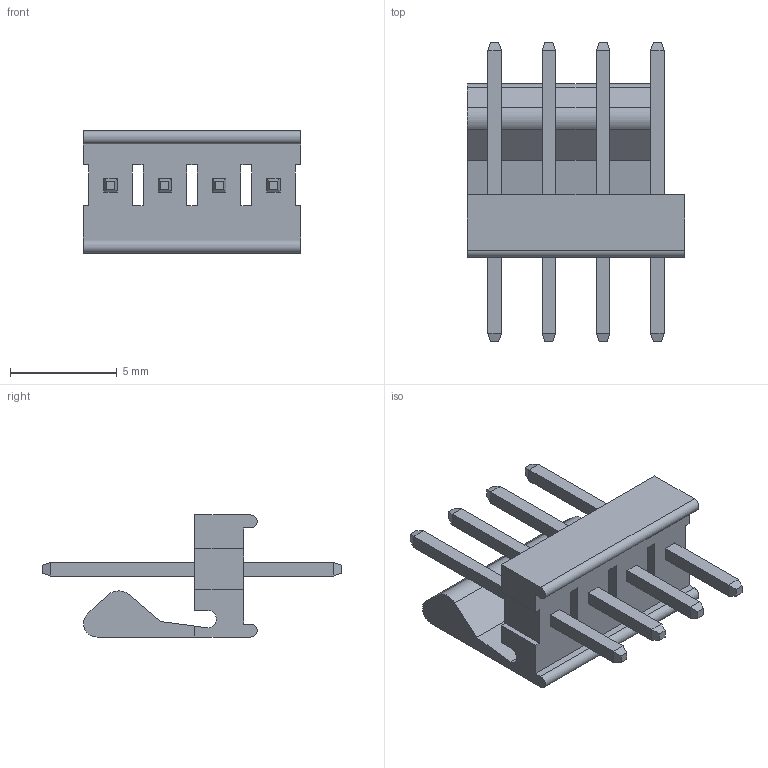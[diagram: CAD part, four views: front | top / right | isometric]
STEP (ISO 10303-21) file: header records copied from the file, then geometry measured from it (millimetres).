
FILE_DESCRIPTION(('FreeCAD Model'),'2;1');
FILE_NAME('Open CASCADE Shape Model','2025-01-09T23:53:22',(''),(''), 'Open CASCADE STEP processor 7.8','FreeCAD','Unknown');
FILE_SCHEMA(('AUTOMOTIVE_DESIGN { 1 0 10303 214 1 1 1 1 }'));
Length unit declared in the file: millimetre
Products named in the file (4): Unnamed; Array; Body001; Body
Assembly tree (6 placements, depth 3):
  Unnamed
    Array
      Body001  x4
    Body
Bounding box: 10.16 x 13.97 x 5.71 mm (x, y, z)
Volume: 200.8 mm3; surface area: 532 mm2
Topology: 5 solids, 5 shells, 113 faces, 280 edges, 176 vertices
Faces by surface type: plane 108, cylinder 5
Entity records: 2353 total; most frequent: CARTESIAN_POINT 402, ORIENTED_EDGE 392, DIRECTION 362, EDGE_CURVE 196, LINE 186, VECTOR 186, VERTEX_POINT 128, AXIS2_PLACEMENT_3D 88
